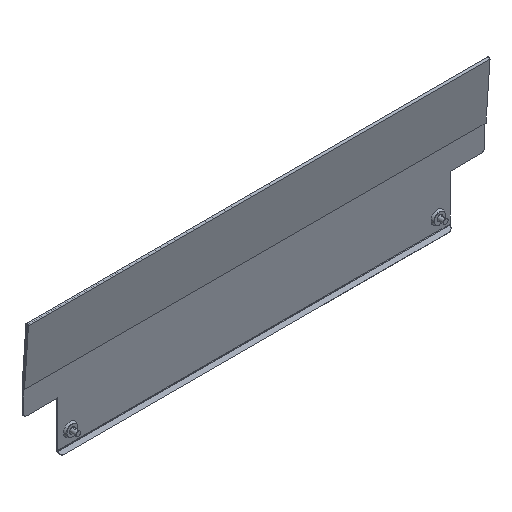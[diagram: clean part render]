
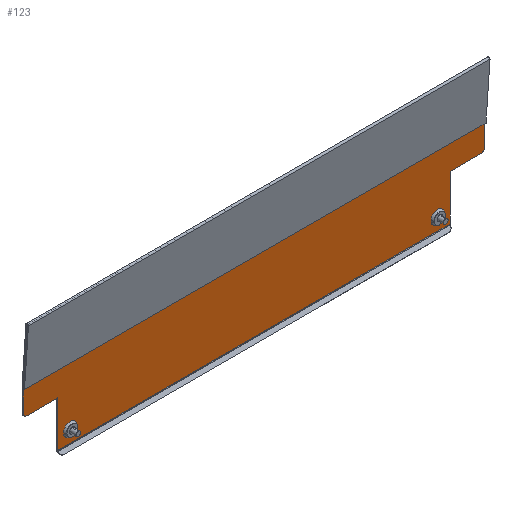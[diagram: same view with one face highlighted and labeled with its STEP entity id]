
A CAD part, isometric view. The second image highlights one B-rep face of the part: STEP entity #123.
In plain terms, the highlighted planar face has unit normal (0, -1, 0).
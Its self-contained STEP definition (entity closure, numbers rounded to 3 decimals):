
#1 = VERTEX_POINT ( 'NONE', #207 ) ;
#8 = ORIENTED_EDGE ( 'NONE', *, *, #1850, .T. ) ;
#13 = CIRCLE ( 'NONE', #1590, 8.625 ) ;
#27 = ORIENTED_EDGE ( 'NONE', *, *, #1030, .T. ) ;
#66 = CARTESIAN_POINT ( 'NONE',  ( -299.5, 0., 9.447 ) ) ;
#100 = EDGE_CURVE ( 'NONE', #1639, #864, #1621, .T. ) ;
#123 = ADVANCED_FACE ( 'NONE', ( #1962, #935, #1637 ), #1087, .T. ) ;
#138 = LINE ( 'NONE', #1232, #1549 ) ;
#145 = DIRECTION ( 'NONE',  ( 0., 1., 0. ) ) ;
#156 = CIRCLE ( 'NONE', #997, 8.625 ) ;
#161 = ORIENTED_EDGE ( 'NONE', *, *, #1212, .F. ) ;
#162 = AXIS2_PLACEMENT_3D ( 'NONE', #66, #1466, #2177 ) ;
#173 = EDGE_LOOP ( 'NONE', ( #1447, #1727, #528, #161, #1693, #2205, #1945, #27, #1848, #2097 ) ) ;
#177 = CARTESIAN_POINT ( 'NONE',  ( 294.5, 0., -24.387 ) ) ;
#207 = CARTESIAN_POINT ( 'NONE',  ( -299.5, 0., 9.447 ) ) ;
#229 = CARTESIAN_POINT ( 'NONE',  ( -254.5, 0., -24.387 ) ) ;
#246 = EDGE_CURVE ( 'NONE', #1044, #1173, #688, .T. ) ;
#251 = DIRECTION ( 'NONE',  ( -1., 0., 0. ) ) ;
#288 = VERTEX_POINT ( 'NONE', #1203 ) ;
#303 = CARTESIAN_POINT ( 'NONE',  ( 254.5, 0., -24.387 ) ) ;
#335 = EDGE_CURVE ( 'NONE', #969, #1272, #503, .T. ) ;
#380 = CIRCLE ( 'NONE', #1402, 5. ) ;
#400 = EDGE_CURVE ( 'NONE', #1311, #1272, #1084, .T. ) ;
#405 = DIRECTION ( 'NONE',  ( 0., 0., -1. ) ) ;
#489 = AXIS2_PLACEMENT_3D ( 'NONE', #596, #762, #251 ) ;
#495 = LINE ( 'NONE', #1014, #2107 ) ;
#498 = VECTOR ( 'NONE', #914, 1000. ) ;
#503 = LINE ( 'NONE', #875, #862 ) ;
#514 = CARTESIAN_POINT ( 'NONE',  ( 247.125, 0., -67.5 ) ) ;
#528 = ORIENTED_EDGE ( 'NONE', *, *, #335, .F. ) ;
#536 = ORIENTED_EDGE ( 'NONE', *, *, #2057, .F. ) ;
#596 = CARTESIAN_POINT ( 'NONE',  ( -238.5, 0., -67.5 ) ) ;
#597 = CARTESIAN_POINT ( 'NONE',  ( -299.5, 0., -24.387 ) ) ;
#604 = DIRECTION ( 'NONE',  ( 0., 0., -1. ) ) ;
#632 = EDGE_LOOP ( 'NONE', ( #785, #536 ) ) ;
#666 = CARTESIAN_POINT ( 'NONE',  ( 299.5, 0., 9.447 ) ) ;
#688 = LINE ( 'NONE', #866, #1559 ) ;
#717 = EDGE_CURVE ( 'NONE', #864, #1173, #1131, .T. ) ;
#731 = CARTESIAN_POINT ( 'NONE',  ( 299.5, 0., 9.447 ) ) ;
#762 = DIRECTION ( 'NONE',  ( 0., 1., 0. ) ) ;
#770 = DIRECTION ( 'NONE',  ( 0., -1., 0. ) ) ;
#785 = ORIENTED_EDGE ( 'NONE', *, *, #1249, .F. ) ;
#862 = VECTOR ( 'NONE', #1366, 1000. ) ;
#864 = VERTEX_POINT ( 'NONE', #303 ) ;
#866 = CARTESIAN_POINT ( 'NONE',  ( -299.5, 0., -83.59 ) ) ;
#873 = DIRECTION ( 'NONE',  ( 1., 0., 0. ) ) ;
#875 = CARTESIAN_POINT ( 'NONE',  ( -299.5, 0., -24.387 ) ) ;
#914 = DIRECTION ( 'NONE',  ( -1., 0., 0. ) ) ;
#921 = VERTEX_POINT ( 'NONE', #514 ) ;
#922 = CARTESIAN_POINT ( 'NONE',  ( -254.5, 0., -83.59 ) ) ;
#934 = AXIS2_PLACEMENT_3D ( 'NONE', #1440, #770, #1798 ) ;
#935 = FACE_BOUND ( 'NONE', #632, .T. ) ;
#942 = EDGE_CURVE ( 'NONE', #288, #1244, #1364, .T. ) ;
#957 = DIRECTION ( 'NONE',  ( 1., 0., 0. ) ) ;
#969 = VERTEX_POINT ( 'NONE', #229 ) ;
#976 = ORIENTED_EDGE ( 'NONE', *, *, #942, .T. ) ;
#997 = AXIS2_PLACEMENT_3D ( 'NONE', #1930, #1944, #873 ) ;
#1013 = CARTESIAN_POINT ( 'NONE',  ( -238.5, 0., -67.5 ) ) ;
#1014 = CARTESIAN_POINT ( 'NONE',  ( -299.5, 0., 9.447 ) ) ;
#1030 = EDGE_CURVE ( 'NONE', #1639, #2144, #380, .T. ) ;
#1043 = CARTESIAN_POINT ( 'NONE',  ( -229.875, 0., -67.5 ) ) ;
#1044 = VERTEX_POINT ( 'NONE', #922 ) ;
#1052 = CARTESIAN_POINT ( 'NONE',  ( -299.5, 0., -19.387 ) ) ;
#1084 = CIRCLE ( 'NONE', #934, 5. ) ;
#1085 = DIRECTION ( 'NONE',  ( 0., -1., 0. ) ) ;
#1087 = PLANE ( 'NONE',  #162 ) ;
#1091 = CARTESIAN_POINT ( 'NONE',  ( 238.5, 0., -67.5 ) ) ;
#1093 = EDGE_LOOP ( 'NONE', ( #8, #976 ) ) ;
#1131 = LINE ( 'NONE', #1443, #1909 ) ;
#1132 = DIRECTION ( 'NONE',  ( 0., -1., 0. ) ) ;
#1172 = CARTESIAN_POINT ( 'NONE',  ( -294.5, 0., -24.387 ) ) ;
#1173 = VERTEX_POINT ( 'NONE', #1726 ) ;
#1203 = CARTESIAN_POINT ( 'NONE',  ( -247.125, 0., -67.5 ) ) ;
#1212 = EDGE_CURVE ( 'NONE', #1044, #969, #138, .T. ) ;
#1232 = CARTESIAN_POINT ( 'NONE',  ( -254.5, 0., 9.447 ) ) ;
#1244 = VERTEX_POINT ( 'NONE', #1043 ) ;
#1249 = EDGE_CURVE ( 'NONE', #1332, #921, #156, .T. ) ;
#1272 = VERTEX_POINT ( 'NONE', #1172 ) ;
#1311 = VERTEX_POINT ( 'NONE', #1052 ) ;
#1323 = EDGE_CURVE ( 'NONE', #1, #2214, #495, .T. ) ;
#1332 = VERTEX_POINT ( 'NONE', #1895 ) ;
#1364 = CIRCLE ( 'NONE', #489, 8.625 ) ;
#1366 = DIRECTION ( 'NONE',  ( -1., 0., 0. ) ) ;
#1378 = DIRECTION ( 'NONE',  ( 0., 0., -1. ) ) ;
#1402 = AXIS2_PLACEMENT_3D ( 'NONE', #1813, #1085, #604 ) ;
#1440 = CARTESIAN_POINT ( 'NONE',  ( -294.5, 0., -19.387 ) ) ;
#1443 = CARTESIAN_POINT ( 'NONE',  ( 254.5, 0., 9.447 ) ) ;
#1447 = ORIENTED_EDGE ( 'NONE', *, *, #1899, .T. ) ;
#1466 = DIRECTION ( 'NONE',  ( 0., -1., 0. ) ) ;
#1519 = LINE ( 'NONE', #666, #2003 ) ;
#1549 = VECTOR ( 'NONE', #1716, 1000. ) ;
#1557 = VECTOR ( 'NONE', #1378, 1000. ) ;
#1559 = VECTOR ( 'NONE', #1876, 1000. ) ;
#1590 = AXIS2_PLACEMENT_3D ( 'NONE', #1013, #145, #2235 ) ;
#1621 = LINE ( 'NONE', #597, #498 ) ;
#1637 = FACE_OUTER_BOUND ( 'NONE', #173, .T. ) ;
#1639 = VERTEX_POINT ( 'NONE', #177 ) ;
#1693 = ORIENTED_EDGE ( 'NONE', *, *, #246, .T. ) ;
#1714 = CARTESIAN_POINT ( 'NONE',  ( -299.5, 0., 9.447 ) ) ;
#1716 = DIRECTION ( 'NONE',  ( 0., 0., 1. ) ) ;
#1726 = CARTESIAN_POINT ( 'NONE',  ( 254.5, 0., -83.59 ) ) ;
#1727 = ORIENTED_EDGE ( 'NONE', *, *, #400, .T. ) ;
#1798 = DIRECTION ( 'NONE',  ( 0., 0., -1. ) ) ;
#1813 = CARTESIAN_POINT ( 'NONE',  ( 294.5, 0., -19.387 ) ) ;
#1848 = ORIENTED_EDGE ( 'NONE', *, *, #2175, .F. ) ;
#1850 = EDGE_CURVE ( 'NONE', #1244, #288, #13, .T. ) ;
#1854 = CARTESIAN_POINT ( 'NONE',  ( 299.5, 0., -19.387 ) ) ;
#1876 = DIRECTION ( 'NONE',  ( 1., 0., 0. ) ) ;
#1886 = LINE ( 'NONE', #1714, #1557 ) ;
#1895 = CARTESIAN_POINT ( 'NONE',  ( 229.875, 0., -67.5 ) ) ;
#1899 = EDGE_CURVE ( 'NONE', #1, #1311, #1886, .T. ) ;
#1909 = VECTOR ( 'NONE', #405, 1000. ) ;
#1930 = CARTESIAN_POINT ( 'NONE',  ( 238.5, 0., -67.5 ) ) ;
#1944 = DIRECTION ( 'NONE',  ( 0., -1., 0. ) ) ;
#1945 = ORIENTED_EDGE ( 'NONE', *, *, #100, .F. ) ;
#1962 = FACE_BOUND ( 'NONE', #1093, .T. ) ;
#2003 = VECTOR ( 'NONE', #2049, 1000. ) ;
#2035 = AXIS2_PLACEMENT_3D ( 'NONE', #1091, #1132, #957 ) ;
#2049 = DIRECTION ( 'NONE',  ( 0., 0., -1. ) ) ;
#2057 = EDGE_CURVE ( 'NONE', #921, #1332, #2193, .T. ) ;
#2097 = ORIENTED_EDGE ( 'NONE', *, *, #1323, .F. ) ;
#2107 = VECTOR ( 'NONE', #2259, 1000. ) ;
#2144 = VERTEX_POINT ( 'NONE', #1854 ) ;
#2175 = EDGE_CURVE ( 'NONE', #2214, #2144, #1519, .T. ) ;
#2177 = DIRECTION ( 'NONE',  ( 0., 0., -1. ) ) ;
#2193 = CIRCLE ( 'NONE', #2035, 8.625 ) ;
#2205 = ORIENTED_EDGE ( 'NONE', *, *, #717, .F. ) ;
#2214 = VERTEX_POINT ( 'NONE', #731 ) ;
#2235 = DIRECTION ( 'NONE',  ( -1., 0., 0. ) ) ;
#2259 = DIRECTION ( 'NONE',  ( 1., 0., 0. ) ) ;
